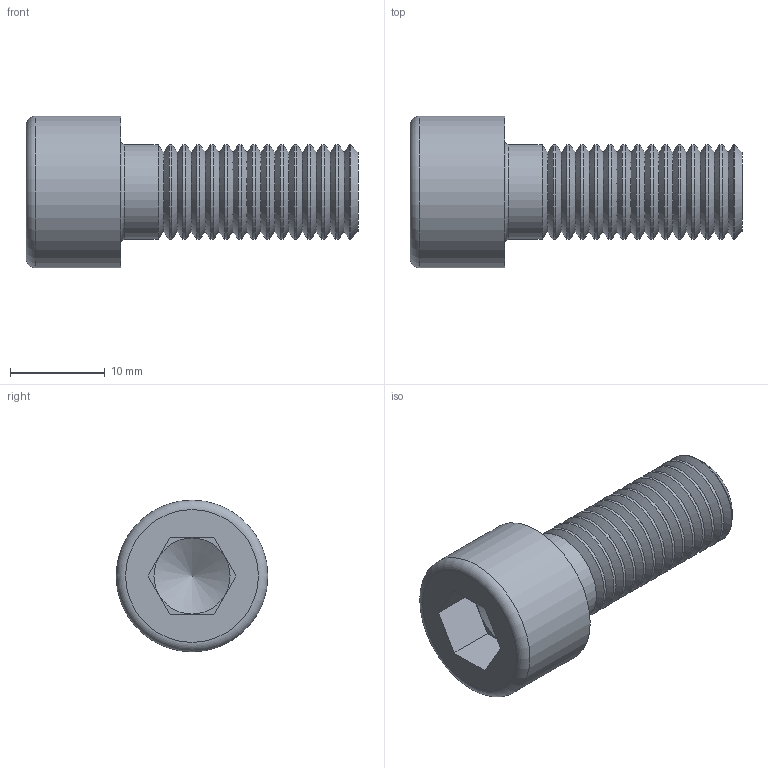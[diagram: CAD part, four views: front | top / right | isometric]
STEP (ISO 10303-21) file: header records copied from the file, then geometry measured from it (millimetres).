
FILE_DESCRIPTION (( 'STEP AP203' ), '1' );
FILE_NAME ('Âèíò ñ âíóòðåííèì øåñòèãðàííèêîì DIN912 Ì10õ25 (ïîëíàÿ ðåçüáà).STEP', '2024-03-19T09:26:27', ( '' ), ( '' ), 'SwSTEP 2.0', 'SolidWorks 2021', '' );
FILE_SCHEMA (( 'CONFIG_CONTROL_DESIGN' ));
Length unit declared in the file: millimetre
Products named in the file (1): Âèíò ñ âíóòðåííèì øåñòèãðàííèêîì DIN912 Ì10õ25 (ïîëíàÿ ðåçüáà)
Bounding box: 35 x 16 x 16 mm (x, y, z)
Volume: 3437.1 mm3; surface area: 2099.1 mm2
Topology: 1 solids, 1 shells, 63 faces, 130 edges, 70 vertices
Faces by surface type: cone 30, cylinder 16, plane 15, torus 2
Full cylindrical faces by diameter (mm): 10 x15, 16 x1
Entity records: 1429 total; most frequent: DIRECTION 262, CARTESIAN_POINT 210, ORIENTED_EDGE 158, AXIS2_PLACEMENT_3D 119, EDGE_LOOP 112, FACE_OUTER_BOUND 81, EDGE_CURVE 79, VERTEX_POINT 67
